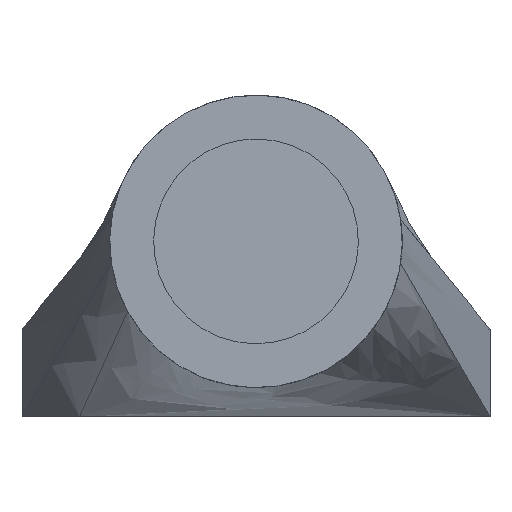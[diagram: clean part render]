
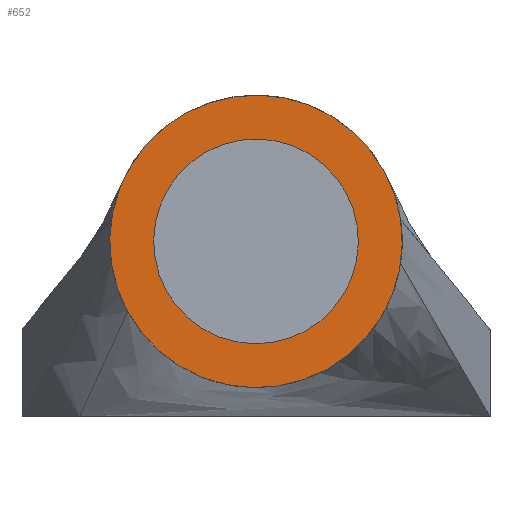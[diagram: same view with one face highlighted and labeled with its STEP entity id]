
A CAD part, front view. The second image highlights one B-rep face of the part: STEP entity #652.
In plain terms, the highlighted planar face has unit normal (0, -1, 0).
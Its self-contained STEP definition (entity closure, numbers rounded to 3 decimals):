
#551=AXIS2_PLACEMENT_3D('Circle Axis2P3D',#549,#550,$) ;
#576=AXIS2_PLACEMENT_3D('Circle Axis2P3D',#574,#575,$) ;
#594=AXIS2_PLACEMENT_3D('Circle Axis2P3D',#592,#593,$) ;
#625=AXIS2_PLACEMENT_3D('Circle Axis2P3D',#623,#624,$) ;
#642=AXIS2_PLACEMENT_3D('Plane Axis2P3D',#639,#640,#641) ;
#546=CARTESIAN_POINT('Vertex',(11.072,0.,7.678)) ;
#549=CARTESIAN_POINT('Axis2P3D Location',(8.,0.,6.)) ;
#553=CARTESIAN_POINT('Vertex',(4.928,0.,4.322)) ;
#574=CARTESIAN_POINT('Axis2P3D Location',(8.,0.,6.)) ;
#592=CARTESIAN_POINT('Axis2P3D Location',(8.,0.,6.)) ;
#596=CARTESIAN_POINT('Vertex',(12.388,0.,8.397)) ;
#598=CARTESIAN_POINT('Vertex',(3.612,0.,3.603)) ;
#623=CARTESIAN_POINT('Axis2P3D Location',(8.,0.,6.)) ;
#639=CARTESIAN_POINT('Axis2P3D Location',(13.,0.,6.)) ;
#550=DIRECTION('Axis2P3D Direction',(0.,-1.,0.)) ;
#575=DIRECTION('Axis2P3D Direction',(0.,-1.,0.)) ;
#593=DIRECTION('Axis2P3D Direction',(0.,-1.,0.)) ;
#624=DIRECTION('Axis2P3D Direction',(0.,-1.,0.)) ;
#640=DIRECTION('Axis2P3D Direction',(0.,-1.,0.)) ;
#641=DIRECTION('Axis2P3D XDirection',(1.,0.,0.)) ;
#645=ORIENTED_EDGE('',*,*,#627,.T.) ;
#646=ORIENTED_EDGE('',*,*,#600,.T.) ;
#649=ORIENTED_EDGE('',*,*,#555,.F.) ;
#650=ORIENTED_EDGE('',*,*,#578,.F.) ;
#651=FACE_BOUND('',#648,.T.) ;
#652=ADVANCED_FACE('S3D',(#647,#651),#643,.T.) ;
#552=CIRCLE('generated circle',#551,3.5) ;
#577=CIRCLE('generated circle',#576,3.5) ;
#595=CIRCLE('generated circle',#594,5.) ;
#626=CIRCLE('generated circle',#625,5.) ;
#555=EDGE_CURVE('',#547,#554,#552,.T.) ;
#578=EDGE_CURVE('',#554,#547,#577,.T.) ;
#600=EDGE_CURVE('',#597,#599,#595,.T.) ;
#627=EDGE_CURVE('',#599,#597,#626,.T.) ;
#644=EDGE_LOOP('',(#645,#646)) ;
#648=EDGE_LOOP('',(#649,#650)) ;
#647=FACE_OUTER_BOUND('',#644,.T.) ;
#643=PLANE('',#642) ;
#547=VERTEX_POINT('',#546) ;
#554=VERTEX_POINT('',#553) ;
#597=VERTEX_POINT('',#596) ;
#599=VERTEX_POINT('',#598) ;
